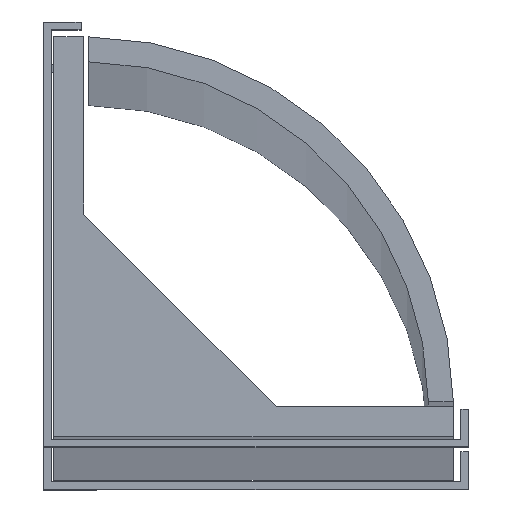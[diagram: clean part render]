
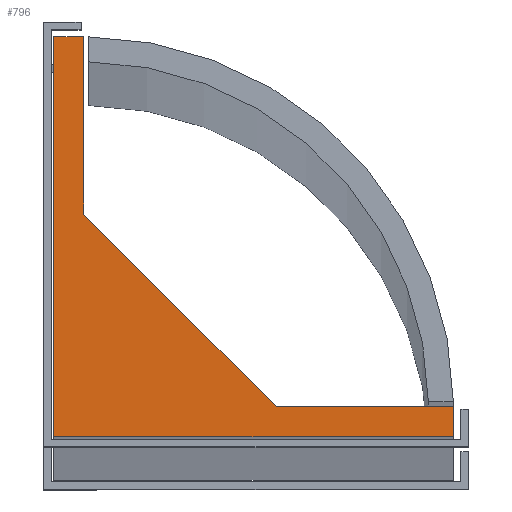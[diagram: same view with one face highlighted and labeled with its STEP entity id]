
A CAD part, top view. The second image highlights one B-rep face of the part: STEP entity #796.
In plain terms, the highlighted planar face has unit normal (0, 0, 1).
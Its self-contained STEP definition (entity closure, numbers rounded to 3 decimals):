
#52=PLANE('',#866);
#93=FACE_OUTER_BOUND('',#140,.T.);
#140=EDGE_LOOP('',(#673,#674,#675,#676,#677,#678,#679));
#202=LINE('',#1213,#295);
#205=LINE('',#1219,#298);
#208=LINE('',#1225,#301);
#211=LINE('',#1231,#304);
#214=LINE('',#1237,#307);
#217=LINE('',#1243,#310);
#220=LINE('',#1247,#313);
#295=VECTOR('',#994,10.);
#298=VECTOR('',#999,10.);
#301=VECTOR('',#1004,10.);
#304=VECTOR('',#1009,10.);
#307=VECTOR('',#1014,10.);
#310=VECTOR('',#1019,10.);
#313=VECTOR('',#1024,10.);
#398=VERTEX_POINT('',#1210);
#399=VERTEX_POINT('',#1212);
#401=VERTEX_POINT('',#1218);
#403=VERTEX_POINT('',#1224);
#405=VERTEX_POINT('',#1230);
#407=VERTEX_POINT('',#1236);
#409=VERTEX_POINT('',#1242);
#488=EDGE_CURVE('',#399,#398,#202,.T.);
#491=EDGE_CURVE('',#401,#399,#205,.T.);
#494=EDGE_CURVE('',#403,#401,#208,.T.);
#497=EDGE_CURVE('',#405,#403,#211,.T.);
#500=EDGE_CURVE('',#407,#405,#214,.T.);
#503=EDGE_CURVE('',#409,#407,#217,.T.);
#506=EDGE_CURVE('',#398,#409,#220,.T.);
#673=ORIENTED_EDGE('',*,*,#506,.T.);
#674=ORIENTED_EDGE('',*,*,#503,.T.);
#675=ORIENTED_EDGE('',*,*,#500,.T.);
#676=ORIENTED_EDGE('',*,*,#497,.T.);
#677=ORIENTED_EDGE('',*,*,#494,.T.);
#678=ORIENTED_EDGE('',*,*,#491,.T.);
#679=ORIENTED_EDGE('',*,*,#488,.T.);
#796=ADVANCED_FACE('',(#93),#52,.T.);
#866=AXIS2_PLACEMENT_3D('',#1248,#1025,#1026);
#994=DIRECTION('',(1.,0.,0.));
#999=DIRECTION('',(0.,-1.,0.));
#1004=DIRECTION('',(-1.,0.,0.));
#1009=DIRECTION('',(0.,1.,0.));
#1014=DIRECTION('',(-0.707,0.707,0.));
#1019=DIRECTION('',(-1.,0.,0.));
#1024=DIRECTION('',(0.,1.,0.));
#1025=DIRECTION('center_axis',(0.,0.,1.));
#1026=DIRECTION('ref_axis',(1.,0.,0.));
#1210=CARTESIAN_POINT('',(16.,0.,1000.));
#1212=CARTESIAN_POINT('',(0.,0.,1000.));
#1213=CARTESIAN_POINT('',(0.,0.,1000.));
#1218=CARTESIAN_POINT('',(0.,16.,1000.));
#1219=CARTESIAN_POINT('',(0.,16.,1000.));
#1224=CARTESIAN_POINT('',(1.2,16.,1000.));
#1225=CARTESIAN_POINT('',(1.2,16.,1000.));
#1230=CARTESIAN_POINT('',(1.2,8.907,1000.));
#1231=CARTESIAN_POINT('',(1.2,8.907,1000.));
#1236=CARTESIAN_POINT('',(8.907,1.2,1000.));
#1237=CARTESIAN_POINT('',(8.907,1.2,1000.));
#1242=CARTESIAN_POINT('',(16.,1.2,1000.));
#1243=CARTESIAN_POINT('',(16.,1.2,1000.));
#1247=CARTESIAN_POINT('',(16.,0.,1000.));
#1248=CARTESIAN_POINT('Origin',(8.,8.,1000.));
